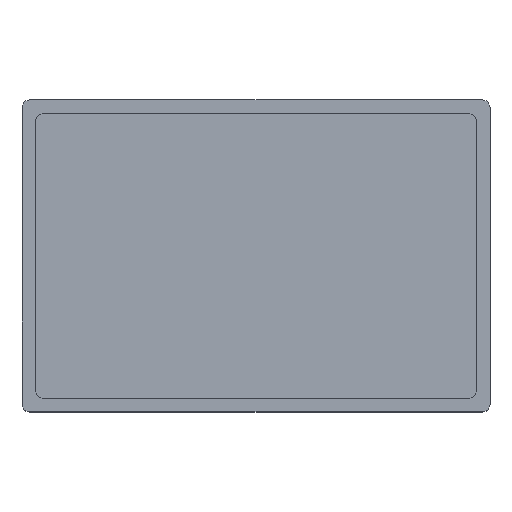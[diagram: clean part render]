
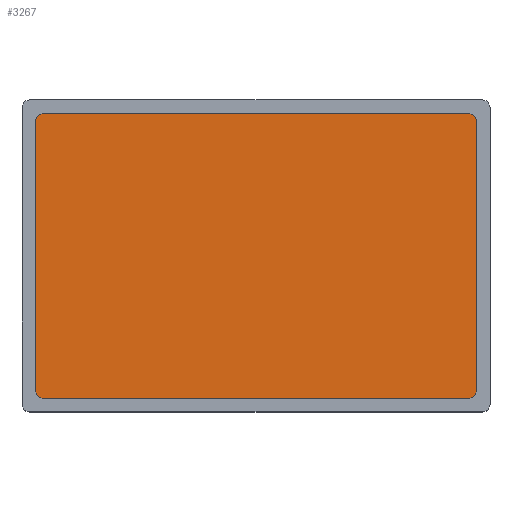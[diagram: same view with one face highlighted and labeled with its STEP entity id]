
A CAD part, top view. The second image highlights one B-rep face of the part: STEP entity #3267.
In plain terms, the highlighted planar face has unit normal (0, 0, 1).
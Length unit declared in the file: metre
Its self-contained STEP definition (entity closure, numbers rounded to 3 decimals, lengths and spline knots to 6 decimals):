
#224=CIRCLE('',#3590,0.01);
#225=CIRCLE('',#3593,0.01);
#226=CIRCLE('',#3596,0.01);
#227=CIRCLE('',#3599,0.01);
#1156=ORIENTED_EDGE('',*,*,#1631,.T.);
#1157=ORIENTED_EDGE('',*,*,#1616,.T.);
#1158=ORIENTED_EDGE('',*,*,#1619,.T.);
#1159=ORIENTED_EDGE('',*,*,#1621,.T.);
#1160=ORIENTED_EDGE('',*,*,#1623,.T.);
#1161=ORIENTED_EDGE('',*,*,#1625,.T.);
#1162=ORIENTED_EDGE('',*,*,#1627,.T.);
#1163=ORIENTED_EDGE('',*,*,#1629,.T.);
#1616=EDGE_CURVE('',#1936,#1937,#2256,.T.);
#1619=EDGE_CURVE('',#1937,#1938,#224,.T.);
#1621=EDGE_CURVE('',#1938,#1939,#2260,.T.);
#1623=EDGE_CURVE('',#1939,#1940,#225,.T.);
#1625=EDGE_CURVE('',#1940,#1941,#2263,.T.);
#1627=EDGE_CURVE('',#1941,#1942,#226,.T.);
#1629=EDGE_CURVE('',#1942,#1943,#2266,.T.);
#1631=EDGE_CURVE('',#1943,#1936,#227,.T.);
#1936=VERTEX_POINT('',#5493);
#1937=VERTEX_POINT('',#5494);
#1938=VERTEX_POINT('',#5499);
#1939=VERTEX_POINT('',#5503);
#1940=VERTEX_POINT('',#5507);
#1941=VERTEX_POINT('',#5511);
#1942=VERTEX_POINT('',#5515);
#1943=VERTEX_POINT('',#5519);
#2256=LINE('',#5492,#2580);
#2260=LINE('',#5502,#2584);
#2263=LINE('',#5510,#2587);
#2266=LINE('',#5518,#2590);
#2580=VECTOR('',#4531,1.);
#2584=VECTOR('',#4541,1.);
#2587=VECTOR('',#4550,1.);
#2590=VECTOR('',#4559,1.);
#2789=EDGE_LOOP('',(#1156,#1157,#1158,#1159,#1160,#1161,#1162,#1163));
#2987=FACE_BOUND('',#2789,.T.);
#3091=PLANE('',#3600);
#3267=ADVANCED_FACE('',(#2987),#3091,.F.);
#3590=AXIS2_PLACEMENT_3D('',#5498,#4536,#4537);
#3593=AXIS2_PLACEMENT_3D('',#5506,#4545,#4546);
#3596=AXIS2_PLACEMENT_3D('',#5514,#4554,#4555);
#3599=AXIS2_PLACEMENT_3D('',#5522,#4563,#4564);
#3600=AXIS2_PLACEMENT_3D('',#5523,#4565,#4566);
#4531=DIRECTION('',(-1.,0.,0.));
#4536=DIRECTION('',(0.,0.,1.));
#4537=DIRECTION('',(0.,1.,0.));
#4541=DIRECTION('',(0.,-1.,0.));
#4545=DIRECTION('',(0.,0.,1.));
#4546=DIRECTION('',(-1.,0.,0.));
#4550=DIRECTION('',(1.,0.,0.));
#4554=DIRECTION('',(0.,0.,1.));
#4555=DIRECTION('',(0.,-1.,0.));
#4559=DIRECTION('',(0.,1.,0.));
#4563=DIRECTION('',(0.,0.,1.));
#4564=DIRECTION('',(1.,0.,0.));
#4565=DIRECTION('',(0.,0.,-1.));
#4566=DIRECTION('',(1.,0.,0.));
#5492=CARTESIAN_POINT('',(-0.13625,0.1825,0.14));
#5493=CARTESIAN_POINT('',(0.2725,0.1825,0.14));
#5494=CARTESIAN_POINT('',(-0.2725,0.1825,0.14));
#5498=CARTESIAN_POINT('',(-0.2725,0.1725,0.14));
#5499=CARTESIAN_POINT('',(-0.2825,0.1725,0.14));
#5502=CARTESIAN_POINT('',(-0.2825,-0.08625,0.14));
#5503=CARTESIAN_POINT('',(-0.2825,-0.1725,0.14));
#5506=CARTESIAN_POINT('',(-0.2725,-0.1725,0.14));
#5507=CARTESIAN_POINT('',(-0.2725,-0.1825,0.14));
#5510=CARTESIAN_POINT('',(0.13625,-0.1825,0.14));
#5511=CARTESIAN_POINT('',(0.2725,-0.1825,0.14));
#5514=CARTESIAN_POINT('',(0.2725,-0.1725,0.14));
#5515=CARTESIAN_POINT('',(0.2825,-0.1725,0.14));
#5518=CARTESIAN_POINT('',(0.2825,0.08625,0.14));
#5519=CARTESIAN_POINT('',(0.2825,0.1725,0.14));
#5522=CARTESIAN_POINT('',(0.2725,0.1725,0.14));
#5523=CARTESIAN_POINT('',(0.,0.,0.14));
